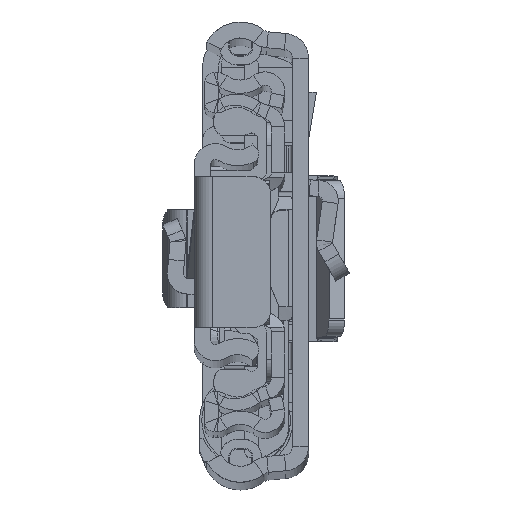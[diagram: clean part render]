
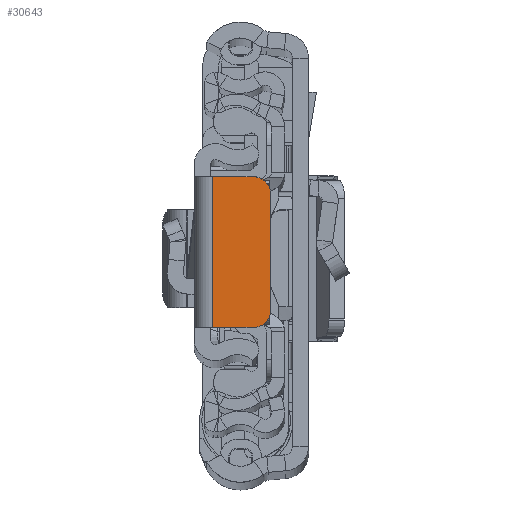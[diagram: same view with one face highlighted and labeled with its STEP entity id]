
A CAD part, top view. The second image highlights one B-rep face of the part: STEP entity #30643.
In plain terms, the highlighted planar face has unit normal (0, 0, 1).
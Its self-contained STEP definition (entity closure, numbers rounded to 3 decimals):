
#312 = AXIS2_PLACEMENT_3D ( 'NONE', #6330, #12621, #22063 ) ;
#426 = ORIENTED_EDGE ( 'NONE', *, *, #8807, .T. ) ;
#510 = ORIENTED_EDGE ( 'NONE', *, *, #1451, .T. ) ;
#1067 = LINE ( 'NONE', #20165, #38864 ) ;
#1451 = EDGE_CURVE ( 'NONE', #18135, #10049, #15314, .T. ) ;
#1552 = CARTESIAN_POINT ( 'NONE',  ( -8.65, 6.5, 0. ) ) ;
#2524 = CARTESIAN_POINT ( 'NONE',  ( -2.05, 8.5, 0. ) ) ;
#3603 = LINE ( 'NONE', #15966, #4303 ) ;
#4303 = VECTOR ( 'NONE', #28547, 1000. ) ;
#5728 = DIRECTION ( 'NONE',  ( 0., 0., -1. ) ) ;
#6330 = CARTESIAN_POINT ( 'NONE',  ( -6.65, -6.5, 0. ) ) ;
#7312 = CARTESIAN_POINT ( 'NONE',  ( 0., 8.5, 0. ) ) ;
#8807 = EDGE_CURVE ( 'NONE', #10049, #14899, #1067, .T. ) ;
#9073 = FACE_OUTER_BOUND ( 'NONE', #9827, .T. ) ;
#9103 = VERTEX_POINT ( 'NONE', #2524 ) ;
#9740 = CARTESIAN_POINT ( 'NONE',  ( 0., -8.5, 0. ) ) ;
#9827 = EDGE_LOOP ( 'NONE', ( #426, #35901, #20108, #33149, #40828, #510 ) ) ;
#10049 = VERTEX_POINT ( 'NONE', #1552 ) ;
#10268 = VECTOR ( 'NONE', #23235, 1000. ) ;
#10410 = EDGE_CURVE ( 'NONE', #9103, #18135, #29321, .T. ) ;
#10514 = VERTEX_POINT ( 'NONE', #26597 ) ;
#11655 = EDGE_CURVE ( 'NONE', #9103, #10514, #3603, .T. ) ;
#12621 = DIRECTION ( 'NONE',  ( 0., 0., 1. ) ) ;
#13312 = DIRECTION ( 'NONE',  ( 1., 0., 0. ) ) ;
#14421 = EDGE_CURVE ( 'NONE', #14899, #16220, #36502, .T. ) ;
#14899 = VERTEX_POINT ( 'NONE', #17115 ) ;
#15314 = CIRCLE ( 'NONE', #34825, 2. ) ;
#15780 = CARTESIAN_POINT ( 'NONE',  ( -6.65, 8.5, 0. ) ) ;
#15872 = AXIS2_PLACEMENT_3D ( 'NONE', #21665, #5728, #21863 ) ;
#15966 = CARTESIAN_POINT ( 'NONE',  ( -2.05, -8.5, 0. ) ) ;
#16220 = VERTEX_POINT ( 'NONE', #35085 ) ;
#17115 = CARTESIAN_POINT ( 'NONE',  ( -8.65, -6.5, 0. ) ) ;
#17905 = PLANE ( 'NONE',  #15872 ) ;
#18135 = VERTEX_POINT ( 'NONE', #15780 ) ;
#20108 = ORIENTED_EDGE ( 'NONE', *, *, #27565, .T. ) ;
#20165 = CARTESIAN_POINT ( 'NONE',  ( -8.65, 0., 0. ) ) ;
#20536 = DIRECTION ( 'NONE',  ( -1., 0., 0. ) ) ;
#20989 = VECTOR ( 'NONE', #13312, 1000. ) ;
#21665 = CARTESIAN_POINT ( 'NONE',  ( 0., 0., 0. ) ) ;
#21863 = DIRECTION ( 'NONE',  ( -1., 0., 0. ) ) ;
#22063 = DIRECTION ( 'NONE',  ( -1., 0., 0. ) ) ;
#23235 = DIRECTION ( 'NONE',  ( -1., 0., 0. ) ) ;
#24103 = DIRECTION ( 'NONE',  ( 0., 0., 1. ) ) ;
#26310 = LINE ( 'NONE', #9740, #20989 ) ;
#26597 = CARTESIAN_POINT ( 'NONE',  ( -2.05, -8.5, 0. ) ) ;
#27565 = EDGE_CURVE ( 'NONE', #16220, #10514, #26310, .T. ) ;
#28547 = DIRECTION ( 'NONE',  ( 0., -1., 0. ) ) ;
#29321 = LINE ( 'NONE', #7312, #10268 ) ;
#29598 = DIRECTION ( 'NONE',  ( 0., -1., 0. ) ) ;
#30390 = CARTESIAN_POINT ( 'NONE',  ( -6.65, 6.5, 0. ) ) ;
#30643 = ADVANCED_FACE ( 'NONE', ( #9073 ), #17905, .F. ) ;
#33149 = ORIENTED_EDGE ( 'NONE', *, *, #11655, .F. ) ;
#34825 = AXIS2_PLACEMENT_3D ( 'NONE', #30390, #24103, #20536 ) ;
#35085 = CARTESIAN_POINT ( 'NONE',  ( -6.65, -8.5, 0. ) ) ;
#35901 = ORIENTED_EDGE ( 'NONE', *, *, #14421, .T. ) ;
#36502 = CIRCLE ( 'NONE', #312, 2. ) ;
#38864 = VECTOR ( 'NONE', #29598, 1000. ) ;
#40828 = ORIENTED_EDGE ( 'NONE', *, *, #10410, .T. ) ;
